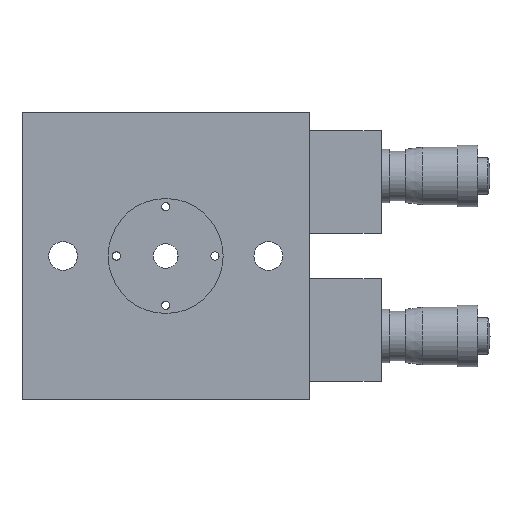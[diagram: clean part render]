
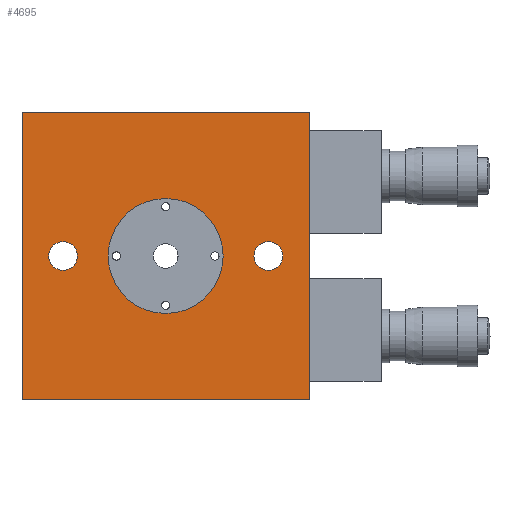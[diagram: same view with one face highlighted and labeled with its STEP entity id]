
A CAD part, front view. The second image highlights one B-rep face of the part: STEP entity #4695.
In plain terms, the highlighted planar face has unit normal (0, -1, 0).
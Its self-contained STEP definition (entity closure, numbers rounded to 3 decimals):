
#37 = EDGE_CURVE ( 'NONE', #177, #58, #502, .T. ) ;
#40 = EDGE_CURVE ( 'NONE', #83, #82, #497, .T. ) ;
#58 = VERTEX_POINT ( 'NONE', #536 ) ;
#61 = EDGE_CURVE ( 'NONE', #58, #177, #533, .T. ) ;
#81 = EDGE_CURVE ( 'NONE', #82, #83, #558, .T. ) ;
#82 = VERTEX_POINT ( 'NONE', #611 ) ;
#83 = VERTEX_POINT ( 'NONE', #610 ) ;
#177 = VERTEX_POINT ( 'NONE', #801 ) ;
#493 = DIRECTION ( 'NONE',  ( 0., 0., 1. ) ) ;
#494 = DIRECTION ( 'NONE',  ( 0., -1., 0. ) ) ;
#495 = CARTESIAN_POINT ( 'NONE',  ( -25., 0., 0. ) ) ;
#496 = AXIS2_PLACEMENT_3D ( 'NONE', #495, #494, #493 ) ;
#497 = CIRCLE ( 'NONE', #496, 3.5 ) ;
#498 = DIRECTION ( 'NONE',  ( 0., 0., 1. ) ) ;
#499 = DIRECTION ( 'NONE',  ( 0., -1., 0. ) ) ;
#500 = CARTESIAN_POINT ( 'NONE',  ( 25., 0., 0. ) ) ;
#501 = AXIS2_PLACEMENT_3D ( 'NONE', #500, #499, #498 ) ;
#502 = CIRCLE ( 'NONE', #501, 3.5 ) ;
#524 = DIRECTION ( 'NONE',  ( 0., 0., 1. ) ) ;
#525 = DIRECTION ( 'NONE',  ( 0., -1., 0. ) ) ;
#526 = CARTESIAN_POINT ( 'NONE',  ( 25., 0., 0. ) ) ;
#527 = AXIS2_PLACEMENT_3D ( 'NONE', #526, #525, #524 ) ;
#533 = CIRCLE ( 'NONE', #527, 3.5 ) ;
#536 = CARTESIAN_POINT ( 'NONE',  ( 25., 0., 3.5 ) ) ;
#558 = CIRCLE ( 'NONE', #615, 3.5 ) ;
#610 = CARTESIAN_POINT ( 'NONE',  ( -25., 0., -3.5 ) ) ;
#611 = CARTESIAN_POINT ( 'NONE',  ( -25., 0., 3.5 ) ) ;
#612 = DIRECTION ( 'NONE',  ( 0., 0., 1. ) ) ;
#613 = DIRECTION ( 'NONE',  ( 0., -1., 0. ) ) ;
#614 = CARTESIAN_POINT ( 'NONE',  ( -25., 0., 0. ) ) ;
#615 = AXIS2_PLACEMENT_3D ( 'NONE', #614, #613, #612 ) ;
#801 = CARTESIAN_POINT ( 'NONE',  ( 25., 0., -3.5 ) ) ;
#1495 = CARTESIAN_POINT ( 'NONE',  ( 0., 0., -14. ) ) ;
#1497 = DIRECTION ( 'NONE',  ( 0., 0., 1. ) ) ;
#1498 = DIRECTION ( 'NONE',  ( 0., 1., 0. ) ) ;
#1499 = CARTESIAN_POINT ( 'NONE',  ( 0., 0., 0. ) ) ;
#1500 = AXIS2_PLACEMENT_3D ( 'NONE', #1499, #1498, #1497 ) ;
#1501 = CIRCLE ( 'NONE', #1500, 14. ) ;
#1503 = CARTESIAN_POINT ( 'NONE',  ( 0., 0., 14. ) ) ;
#2865 = DIRECTION ( 'NONE',  ( 0., 0., 1. ) ) ;
#2866 = DIRECTION ( 'NONE',  ( 0., 1., 0. ) ) ;
#2867 = CARTESIAN_POINT ( 'NONE',  ( 0., 0., 0. ) ) ;
#2868 = AXIS2_PLACEMENT_3D ( 'NONE', #2867, #2866, #2865 ) ;
#2869 = CIRCLE ( 'NONE', #2868, 14. ) ;
#2876 = CARTESIAN_POINT ( 'NONE',  ( 35., 0., -35. ) ) ;
#2884 = CARTESIAN_POINT ( 'NONE',  ( -35., 0., -35. ) ) ;
#2905 = DIRECTION ( 'NONE',  ( 0., 0., 1. ) ) ;
#2906 = VECTOR ( 'NONE', #2905, 1000. ) ;
#2907 = CARTESIAN_POINT ( 'NONE',  ( -35., 0., -35. ) ) ;
#2908 = LINE ( 'NONE', #2907, #2906 ) ;
#2916 = CARTESIAN_POINT ( 'NONE',  ( 35., 0., 35. ) ) ;
#2917 = DIRECTION ( 'NONE',  ( 0., 0., -1. ) ) ;
#2918 = VECTOR ( 'NONE', #2917, 1000. ) ;
#2919 = CARTESIAN_POINT ( 'NONE',  ( 35., 0., -35. ) ) ;
#2920 = LINE ( 'NONE', #2919, #2918 ) ;
#2935 = DIRECTION ( 'NONE',  ( -1., 0., 0. ) ) ;
#2936 = VECTOR ( 'NONE', #2935, 1000. ) ;
#2937 = CARTESIAN_POINT ( 'NONE',  ( -35., 0., -35. ) ) ;
#2938 = LINE ( 'NONE', #2937, #2936 ) ;
#2939 = FACE_BOUND ( 'NONE', #4722, .T. ) ;
#2940 = FACE_BOUND ( 'NONE', #4717, .T. ) ;
#2941 = FACE_OUTER_BOUND ( 'NONE', #4686, .T. ) ;
#2947 = FACE_BOUND ( 'NONE', #4696, .T. ) ;
#2956 = DIRECTION ( 'NONE',  ( 1., 0., 0. ) ) ;
#2957 = VECTOR ( 'NONE', #2956, 1000. ) ;
#2958 = CARTESIAN_POINT ( 'NONE',  ( -35., 0., 35. ) ) ;
#2959 = LINE ( 'NONE', #2958, #2957 ) ;
#2970 = CARTESIAN_POINT ( 'NONE',  ( -35., 0., 35. ) ) ;
#3001 = DIRECTION ( 'NONE',  ( 0., 0., 1. ) ) ;
#3002 = DIRECTION ( 'NONE',  ( 0., 1., 0. ) ) ;
#3003 = CARTESIAN_POINT ( 'NONE',  ( -35., 0., 35. ) ) ;
#3004 = AXIS2_PLACEMENT_3D ( 'NONE', #3003, #3002, #3001 ) ;
#3005 = PLANE ( 'NONE',  #3004 ) ;
#3824 = VERTEX_POINT ( 'NONE', #1503 ) ;
#3827 = EDGE_CURVE ( 'NONE', #3831, #3824, #1501, .T. ) ;
#3831 = VERTEX_POINT ( 'NONE', #1495 ) ;
#4613 = EDGE_CURVE ( 'NONE', #3824, #3831, #2869, .T. ) ;
#4649 = VERTEX_POINT ( 'NONE', #2884 ) ;
#4655 = VERTEX_POINT ( 'NONE', #2876 ) ;
#4657 = EDGE_CURVE ( 'NONE', #4655, #4649, #2938, .T. ) ;
#4668 = EDGE_CURVE ( 'NONE', #4669, #4655, #2920, .T. ) ;
#4669 = VERTEX_POINT ( 'NONE', #2916 ) ;
#4675 = EDGE_CURVE ( 'NONE', #4649, #4678, #2908, .T. ) ;
#4678 = VERTEX_POINT ( 'NONE', #2970 ) ;
#4684 = EDGE_CURVE ( 'NONE', #4678, #4669, #2959, .T. ) ;
#4685 = ORIENTED_EDGE ( 'NONE', *, *, #40, .F. ) ;
#4686 = EDGE_LOOP ( 'NONE', ( #4688, #4689, #4690, #4733 ) ) ;
#4687 = ORIENTED_EDGE ( 'NONE', *, *, #81, .F. ) ;
#4688 = ORIENTED_EDGE ( 'NONE', *, *, #4675, .F. ) ;
#4689 = ORIENTED_EDGE ( 'NONE', *, *, #4657, .F. ) ;
#4690 = ORIENTED_EDGE ( 'NONE', *, *, #4668, .F. ) ;
#4695 = ADVANCED_FACE ( 'NONE', ( #2947, #2941, #2940, #2939 ), #3005, .F. ) ;
#4696 = EDGE_LOOP ( 'NONE', ( #4687, #4685 ) ) ;
#4698 = ORIENTED_EDGE ( 'NONE', *, *, #37, .F. ) ;
#4700 = ORIENTED_EDGE ( 'NONE', *, *, #61, .F. ) ;
#4717 = EDGE_LOOP ( 'NONE', ( #4718, #4720 ) ) ;
#4718 = ORIENTED_EDGE ( 'NONE', *, *, #4613, .T. ) ;
#4720 = ORIENTED_EDGE ( 'NONE', *, *, #3827, .T. ) ;
#4722 = EDGE_LOOP ( 'NONE', ( #4700, #4698 ) ) ;
#4733 = ORIENTED_EDGE ( 'NONE', *, *, #4684, .F. ) ;
